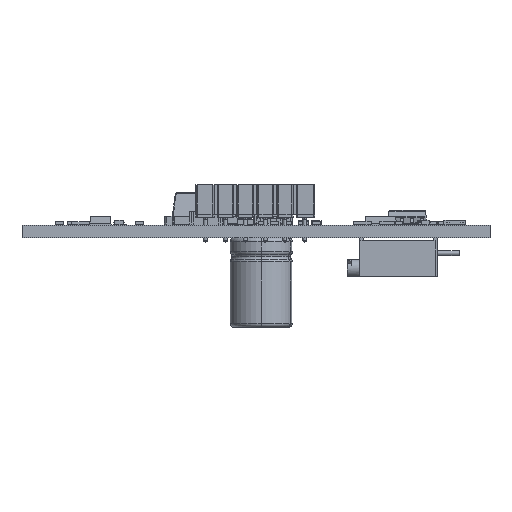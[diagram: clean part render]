
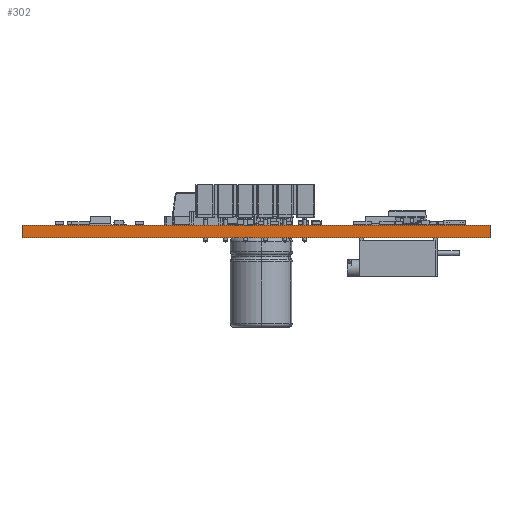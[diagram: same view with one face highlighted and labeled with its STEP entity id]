
A CAD part, front view. The second image highlights one B-rep face of the part: STEP entity #302.
In plain terms, the highlighted planar face has unit normal (0, -1, 0).
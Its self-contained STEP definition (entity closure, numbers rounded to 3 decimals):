
#244 = EDGE_CURVE('',#245,#247,#249,.T.);
#245 = VERTEX_POINT('',#246);
#246 = CARTESIAN_POINT('',(28.9,-67.17,-0.803));
#247 = VERTEX_POINT('',#248);
#248 = CARTESIAN_POINT('',(28.9,-67.17,0.803));
#249 = LINE('',#250,#251);
#250 = CARTESIAN_POINT('',(28.9,-67.17,-0.803));
#251 = VECTOR('',#252,1.);
#252 = DIRECTION('',(0.,0.,1.));
#277 = VERTEX_POINT('',#278);
#278 = CARTESIAN_POINT('',(-31.1,-67.17,0.803));
#284 = EDGE_CURVE('',#285,#277,#287,.T.);
#285 = VERTEX_POINT('',#286);
#286 = CARTESIAN_POINT('',(-31.1,-67.17,-0.803));
#287 = LINE('',#288,#289);
#288 = CARTESIAN_POINT('',(-31.1,-67.17,-0.803));
#289 = VECTOR('',#290,1.);
#290 = DIRECTION('',(0.,0.,1.));
#302 = ADVANCED_FACE('',(#303),#319,.F.);
#303 = FACE_BOUND('',#304,.F.);
#304 = EDGE_LOOP('',(#305,#306,#312,#313));
#305 = ORIENTED_EDGE('',*,*,#284,.T.);
#306 = ORIENTED_EDGE('',*,*,#307,.T.);
#307 = EDGE_CURVE('',#277,#247,#308,.T.);
#308 = LINE('',#309,#310);
#309 = CARTESIAN_POINT('',(-31.1,-67.17,0.803));
#310 = VECTOR('',#311,1.);
#311 = DIRECTION('',(1.,0.,0.));
#312 = ORIENTED_EDGE('',*,*,#244,.F.);
#313 = ORIENTED_EDGE('',*,*,#314,.F.);
#314 = EDGE_CURVE('',#285,#245,#315,.T.);
#315 = LINE('',#316,#317);
#316 = CARTESIAN_POINT('',(-31.1,-67.17,-0.803));
#317 = VECTOR('',#318,1.);
#318 = DIRECTION('',(1.,0.,0.));
#319 = PLANE('',#320);
#320 = AXIS2_PLACEMENT_3D('',#321,#322,#323);
#321 = CARTESIAN_POINT('',(-31.1,-67.17,-0.803));
#322 = DIRECTION('',(0.,1.,0.));
#323 = DIRECTION('',(1.,0.,0.));
